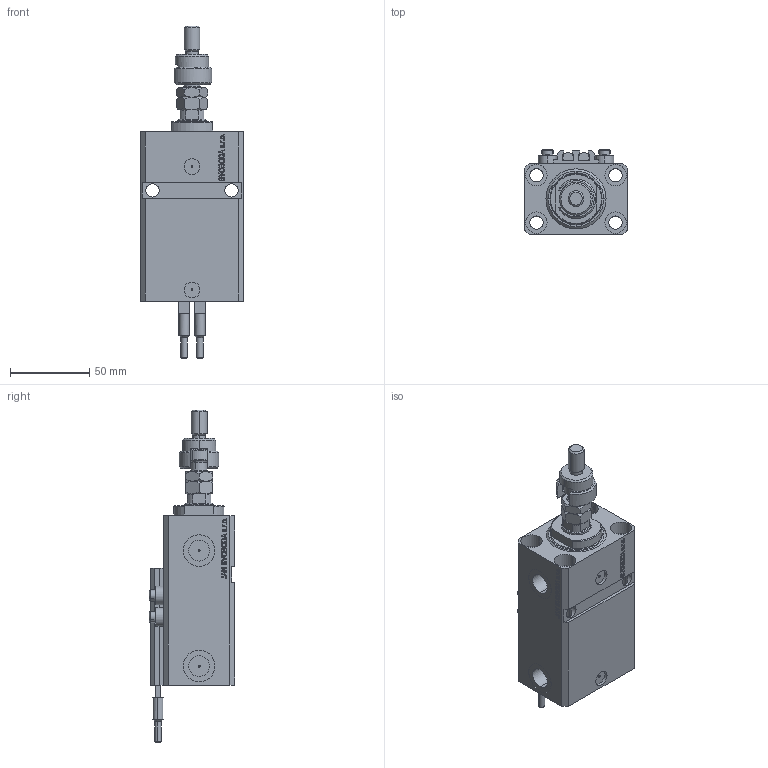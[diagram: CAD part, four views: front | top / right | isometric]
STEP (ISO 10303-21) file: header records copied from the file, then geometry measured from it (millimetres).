
FILE_DESCRIPTION (( 'STEP AP203' ), '1' );
FILE_NAME ('ab85.STEP', '2022-04-09T14:25:22', ( '' ), ( '' ), 'SwSTEP 2.0', 'SolidWorks 2019', '' );
FILE_SCHEMA (( 'CONFIG_CONTROL_DESIGN' ));
Length unit declared in the file: millimetre
Products named in the file (9): ALLEN BOLT V250CE 72799104bf618d386d0dab89472637be; FEMALE_PART_FOR_DFA 72799104bf618d386d0dab89472637be; V250CE_E_Body 72799104bf618d386d0dab89472637be; V250CE_C_VCP 72799104bf618d386d0dab89472637be; MFA 72799104bf618d386d0dab89472637be; ab85; DFA 72799104bf618d386d0dab89472637be; SWITCH_V250CE 72799104bf618d386d0dab89472637be; V250CE_VC_E 72799104bf618d386d0dab89472637be
Assembly tree (12 placements, depth 3):
  ab85
    V250CE_E_Body 72799104bf618d386d0dab89472637be
    ALLEN BOLT V250CE 72799104bf618d386d0dab89472637be  x4
    V250CE_C_VCP 72799104bf618d386d0dab89472637be
    V250CE_VC_E 72799104bf618d386d0dab89472637be
    DFA 72799104bf618d386d0dab89472637be
      FEMALE_PART_FOR_DFA 72799104bf618d386d0dab89472637be
      MFA 72799104bf618d386d0dab89472637be
    SWITCH_V250CE 72799104bf618d386d0dab89472637be  x2
Bounding box: 65 x 54 x 209.9 mm (x, y, z)
Volume: 288618.4 mm3; surface area: 87267.5 mm2
Topology: 12 solids, 12 shells, 1220 faces, 3001 edges, 1924 vertices
Faces by surface type: plane 575, bspline 360, cylinder 163, cone 100, torus 22
Entity records: 51329 total; most frequent: CARTESIAN_POINT 25975, ORIENTED_EDGE 5584, DIRECTION 3848, EDGE_CURVE 2792, VERTEX_POINT 1810, VECTOR 1622, LINE 1622, EDGE_LOOP 1262
